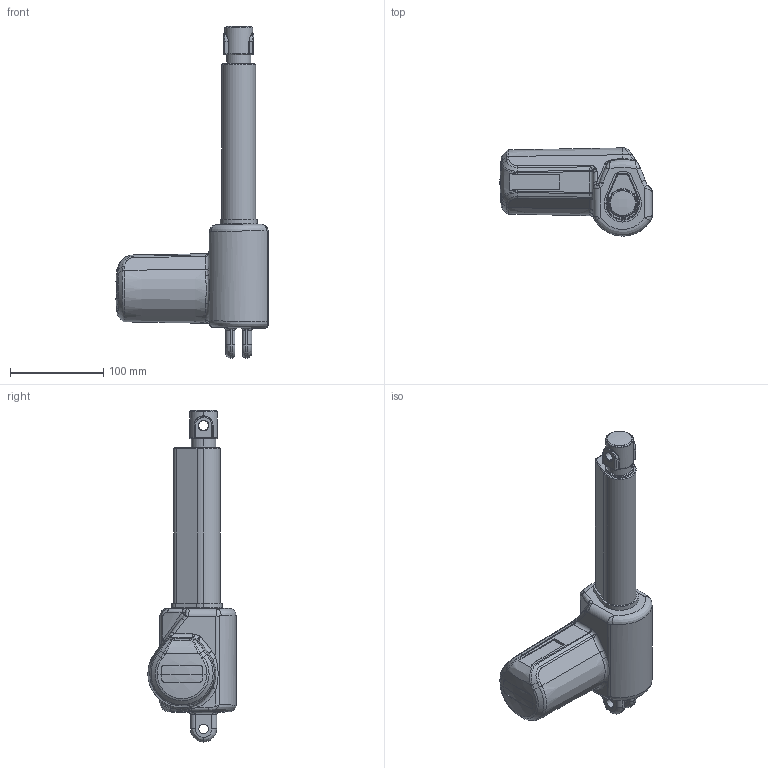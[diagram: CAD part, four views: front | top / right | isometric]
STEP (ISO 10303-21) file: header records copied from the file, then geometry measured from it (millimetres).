
FILE_DESCRIPTION (( 'STEP AP203' ), '1' );
FILE_NAME ('TA1.STEP', '2017-12-01T07:02:33', ( '' ), ( '' ), 'SwSTEP 2.0', 'SolidWorks 2015', '' );
FILE_SCHEMA (( 'CONFIG_CONTROL_DESIGN' ));
Length unit declared in the file: millimetre
Products named in the file (1): TA1
Bounding box: 163.14 x 94.47 x 355.66 mm (x, y, z)
Volume: 1161872.3 mm3; surface area: 89780.6 mm2
Topology: 1 solids, 1 shells, 333 faces, 797 edges, 448 vertices
Faces by surface type: bspline 160, cylinder 109, plane 56, cone 8
Entity records: 18819 total; most frequent: CARTESIAN_POINT 12288, ORIENTED_EDGE 1542, DIRECTION 1085, EDGE_CURVE 771, VERTEX_POINT 448, AXIS2_PLACEMENT_3D 424, EDGE_LOOP 347, ADVANCED_FACE 333
